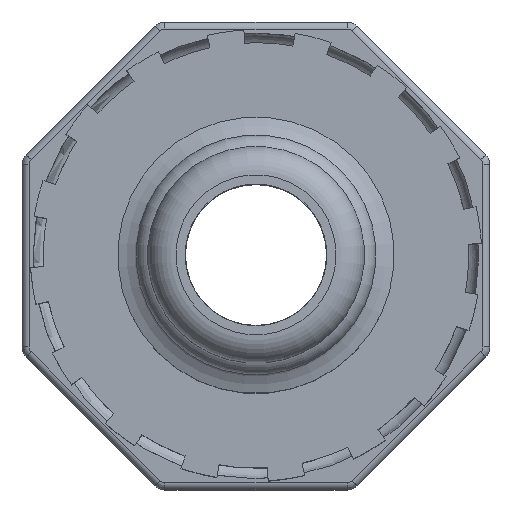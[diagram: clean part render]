
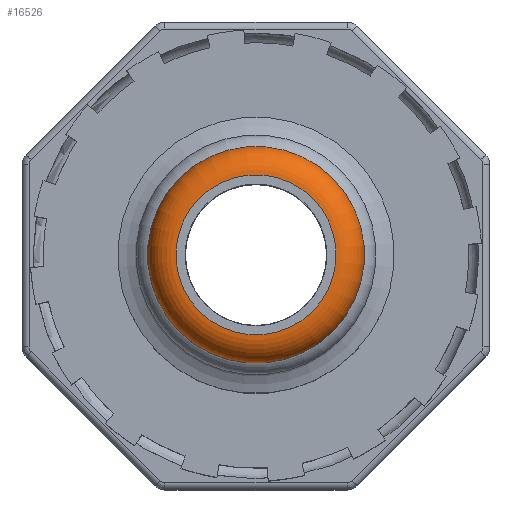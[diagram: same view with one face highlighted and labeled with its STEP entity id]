
A CAD part, top view. The second image highlights one B-rep face of the part: STEP entity #16526.
In plain terms, the highlighted toroidal (fillet/blend) face has major radius 5.65 mm and minor radius 2 mm.
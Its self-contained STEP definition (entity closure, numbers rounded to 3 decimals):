
#32=TOROIDAL_SURFACE('',#17505,5.65,2.);
#1580=FACE_OUTER_BOUND('',#2466,.T.);
#2466=EDGE_LOOP('',(#15129,#15130,#15131,#15132,#15133));
#2720=CIRCLE('',#17506,5.65);
#2721=CIRCLE('',#17507,2.);
#2722=CIRCLE('',#17508,7.65);
#2723=CIRCLE('',#17509,7.65);
#8373=VERTEX_POINT('',#30507);
#8374=VERTEX_POINT('',#30509);
#8375=VERTEX_POINT('',#30511);
#10655=EDGE_CURVE('',#8373,#8373,#2720,.T.);
#10656=EDGE_CURVE('',#8373,#8374,#2721,.T.);
#10657=EDGE_CURVE('',#8374,#8375,#2722,.T.);
#10658=EDGE_CURVE('',#8375,#8374,#2723,.T.);
#15129=ORIENTED_EDGE('',*,*,#10655,.T.);
#15130=ORIENTED_EDGE('',*,*,#10656,.T.);
#15131=ORIENTED_EDGE('',*,*,#10657,.T.);
#15132=ORIENTED_EDGE('',*,*,#10658,.T.);
#15133=ORIENTED_EDGE('',*,*,#10656,.F.);
#16526=ADVANCED_FACE('',(#1580),#32,.T.);
#17505=AXIS2_PLACEMENT_3D('',#30506,#21282,#21283);
#17506=AXIS2_PLACEMENT_3D('',#30508,#21284,#21285);
#17507=AXIS2_PLACEMENT_3D('',#30510,#21286,#21287);
#17508=AXIS2_PLACEMENT_3D('',#30512,#21288,#21289);
#17509=AXIS2_PLACEMENT_3D('',#30513,#21290,#21291);
#21282=DIRECTION('center_axis',(0.,0.,1.));
#21283=DIRECTION('ref_axis',(0.574,-0.819,0.));
#21284=DIRECTION('center_axis',(0.,0.,-1.));
#21285=DIRECTION('ref_axis',(-0.574,0.819,0.));
#21286=DIRECTION('center_axis',(-0.819,-0.574,0.));
#21287=DIRECTION('ref_axis',(-0.574,0.819,0.));
#21288=DIRECTION('center_axis',(0.,0.,1.));
#21289=DIRECTION('ref_axis',(-0.574,0.819,0.));
#21290=DIRECTION('center_axis',(0.,0.,1.));
#21291=DIRECTION('ref_axis',(-0.574,0.819,0.));
#30506=CARTESIAN_POINT('Origin',(0.,0.,72.3));
#30507=CARTESIAN_POINT('',(-3.241,4.628,74.3));
#30508=CARTESIAN_POINT('Origin',(0.,0.,74.3));
#30509=CARTESIAN_POINT('',(-4.388,6.267,72.3));
#30510=CARTESIAN_POINT('Origin',(-3.241,4.628,72.3));
#30511=CARTESIAN_POINT('',(4.388,-6.267,72.3));
#30512=CARTESIAN_POINT('Origin',(0.,0.,72.3));
#30513=CARTESIAN_POINT('Origin',(0.,0.,72.3));
